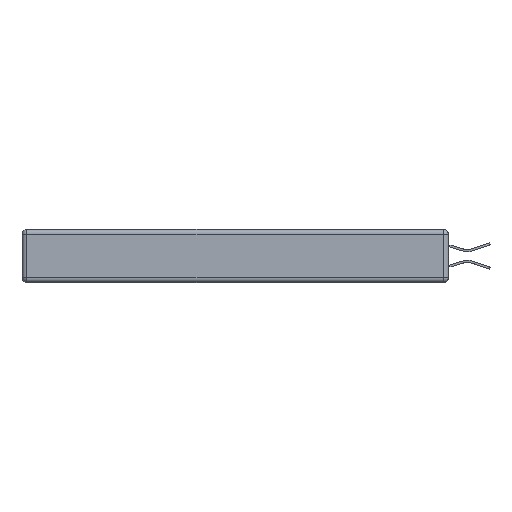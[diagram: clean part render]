
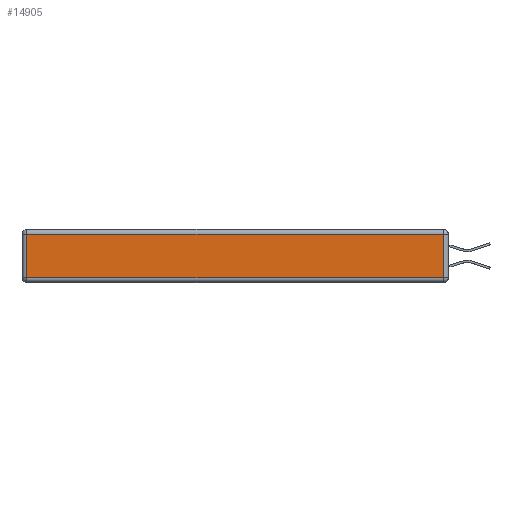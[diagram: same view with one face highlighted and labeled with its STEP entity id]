
A CAD part, left-side view. The second image highlights one B-rep face of the part: STEP entity #14905.
In plain terms, the highlighted planar face has unit normal (-1, 0, 0).
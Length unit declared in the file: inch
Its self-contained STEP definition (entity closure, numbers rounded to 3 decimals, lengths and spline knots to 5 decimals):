
#29 = CARTESIAN_POINT ( 'NONE',  ( 0., 0., -0.313 ) ) ;
#63 = CARTESIAN_POINT ( 'NONE',  ( 0., 2.72, -0.313 ) ) ;
#1183 = ORIENTED_EDGE ( 'NONE', *, *, #7265, .T. ) ;
#1824 = DIRECTION ( 'NONE',  ( 0., 0., 1. ) ) ;
#2012 = EDGE_LOOP ( 'NONE', ( #17795, #1183, #18629, #5539 ) ) ;
#3208 = PLANE ( 'NONE',  #20339 ) ;
#4035 = VECTOR ( 'NONE', #20477, 39.37008 ) ;
#4384 = VECTOR ( 'NONE', #11835, 39.37008 ) ;
#4666 = EDGE_CURVE ( 'NONE', #14648, #14088, #17036, .T. ) ;
#5183 = CARTESIAN_POINT ( 'NONE',  ( 0., 0.03, -0.343 ) ) ;
#5435 = EDGE_CURVE ( 'NONE', #17064, #14648, #7844, .T. ) ;
#5539 = ORIENTED_EDGE ( 'NONE', *, *, #5435, .T. ) ;
#6757 = VECTOR ( 'NONE', #1824, 39.37008 ) ;
#7265 = EDGE_CURVE ( 'NONE', #14088, #14170, #9817, .T. ) ;
#7844 = LINE ( 'NONE', #9342, #4035 ) ;
#8060 = CARTESIAN_POINT ( 'NONE',  ( 0., 2.72, -0.03 ) ) ;
#9341 = EDGE_CURVE ( 'NONE', #14170, #17064, #15568, .T. ) ;
#9342 = CARTESIAN_POINT ( 'NONE',  ( 0., 2.72, -0.343 ) ) ;
#9780 = DIRECTION ( 'NONE',  ( 0., 0., 1. ) ) ;
#9817 = LINE ( 'NONE', #5183, #6757 ) ;
#11742 = VECTOR ( 'NONE', #16212, 39.37008 ) ;
#11835 = DIRECTION ( 'NONE',  ( 0., 1., 0. ) ) ;
#12457 = FACE_OUTER_BOUND ( 'NONE', #2012, .T. ) ;
#13386 = CARTESIAN_POINT ( 'NONE',  ( 0., 2.75, -0.03 ) ) ;
#14088 = VERTEX_POINT ( 'NONE', #20799 ) ;
#14170 = VERTEX_POINT ( 'NONE', #19968 ) ;
#14648 = VERTEX_POINT ( 'NONE', #63 ) ;
#14905 = ADVANCED_FACE ( 'NONE', ( #12457 ), #3208, .T. ) ;
#15568 = LINE ( 'NONE', #13386, #4384 ) ;
#16212 = DIRECTION ( 'NONE',  ( 0., -1., 0. ) ) ;
#17036 = LINE ( 'NONE', #29, #11742 ) ;
#17064 = VERTEX_POINT ( 'NONE', #8060 ) ;
#17795 = ORIENTED_EDGE ( 'NONE', *, *, #4666, .T. ) ;
#17842 = CARTESIAN_POINT ( 'NONE',  ( 0., 0., -0.343 ) ) ;
#18629 = ORIENTED_EDGE ( 'NONE', *, *, #9341, .T. ) ;
#19457 = DIRECTION ( 'NONE',  ( -1., 0., 0. ) ) ;
#19968 = CARTESIAN_POINT ( 'NONE',  ( 0., 0.03, -0.03 ) ) ;
#20339 = AXIS2_PLACEMENT_3D ( 'NONE', #17842, #19457, #9780 ) ;
#20477 = DIRECTION ( 'NONE',  ( 0., 0., -1. ) ) ;
#20799 = CARTESIAN_POINT ( 'NONE',  ( 0., 0.03, -0.313 ) ) ;
